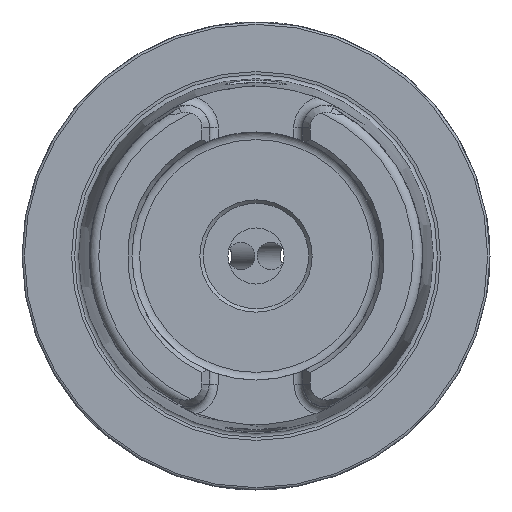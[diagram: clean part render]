
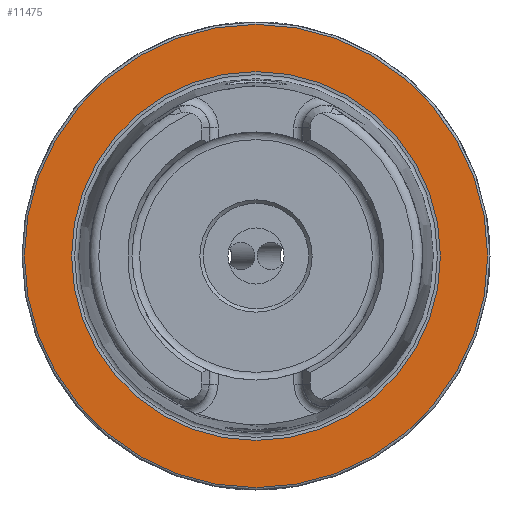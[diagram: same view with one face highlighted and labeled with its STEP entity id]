
A CAD part, left-side view. The second image highlights one B-rep face of the part: STEP entity #11475.
In plain terms, the highlighted planar face has unit normal (-1, 0, 0).
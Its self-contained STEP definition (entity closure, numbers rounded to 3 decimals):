
#761 = AXIS2_PLACEMENT_3D ( 'NONE', #8161, #7078, #5330 ) ;
#2797 = EDGE_CURVE ( 'NONE', #4201, #4201, #7688, .T. ) ;
#2955 = DIRECTION ( 'NONE',  ( 0., 0., -1. ) ) ;
#3096 = DIRECTION ( 'NONE',  ( 0., 0., 1. ) ) ;
#3968 = CARTESIAN_POINT ( 'NONE',  ( 0., 0., 0. ) ) ;
#3974 = CARTESIAN_POINT ( 'NONE',  ( 0., 0., 39.405 ) ) ;
#4099 = CARTESIAN_POINT ( 'NONE',  ( 0., 0., 49.5 ) ) ;
#4201 = VERTEX_POINT ( 'NONE', #3974 ) ;
#4388 = FACE_OUTER_BOUND ( 'NONE', #8932, .T. ) ;
#4810 = PLANE ( 'NONE',  #6203 ) ;
#4886 = CIRCLE ( 'NONE', #9433, 49.5 ) ;
#5095 = VERTEX_POINT ( 'NONE', #4099 ) ;
#5330 = DIRECTION ( 'NONE',  ( 0., 0., 1. ) ) ;
#5807 = DIRECTION ( 'NONE',  ( 1., 0., 0. ) ) ;
#6203 = AXIS2_PLACEMENT_3D ( 'NONE', #11515, #5807, #2955 ) ;
#7078 = DIRECTION ( 'NONE',  ( -1., 0., 0. ) ) ;
#7199 = ORIENTED_EDGE ( 'NONE', *, *, #2797, .F. ) ;
#7688 = CIRCLE ( 'NONE', #761, 39.405 ) ;
#7952 = ORIENTED_EDGE ( 'NONE', *, *, #9178, .T. ) ;
#8161 = CARTESIAN_POINT ( 'NONE',  ( 0., 0., 0. ) ) ;
#8932 = EDGE_LOOP ( 'NONE', ( #7952 ) ) ;
#9178 = EDGE_CURVE ( 'NONE', #5095, #5095, #4886, .T. ) ;
#9433 = AXIS2_PLACEMENT_3D ( 'NONE', #3968, #10685, #3096 ) ;
#10685 = DIRECTION ( 'NONE',  ( -1., 0., 0. ) ) ;
#11129 = FACE_BOUND ( 'NONE', #11820, .T. ) ;
#11475 = ADVANCED_FACE ( 'NONE', ( #11129, #4388 ), #4810, .F. ) ;
#11515 = CARTESIAN_POINT ( 'NONE',  ( 0., 49.5, 0. ) ) ;
#11820 = EDGE_LOOP ( 'NONE', ( #7199 ) ) ;
